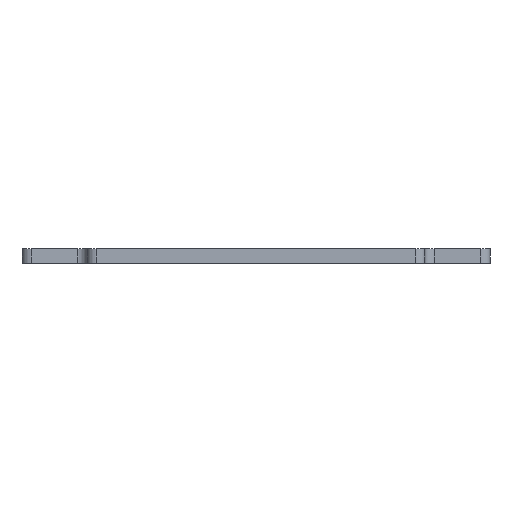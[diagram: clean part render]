
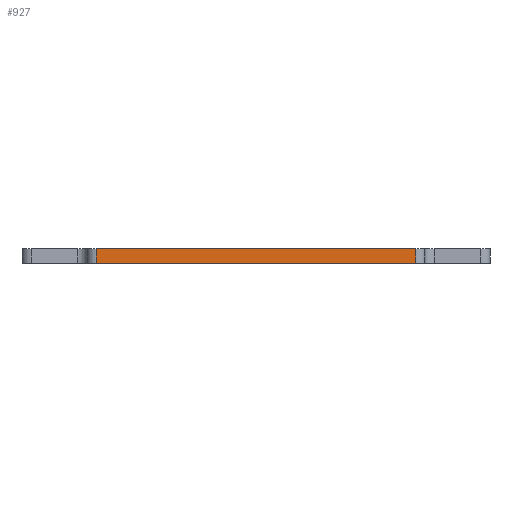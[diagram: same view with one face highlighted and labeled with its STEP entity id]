
A CAD part, left-side view. The second image highlights one B-rep face of the part: STEP entity #927.
In plain terms, the highlighted planar face has unit normal (-1, 0, 0).
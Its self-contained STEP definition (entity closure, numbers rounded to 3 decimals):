
#58=PLANE('',#1035);
#79=FACE_OUTER_BOUND('',#145,.T.);
#145=EDGE_LOOP('',(#701,#702,#703,#704));
#219=LINE('',#1464,#287);
#224=LINE('',#1513,#292);
#225=LINE('',#1516,#293);
#226=LINE('',#1517,#294);
#287=VECTOR('',#1168,10.);
#292=VECTOR('',#1219,10.);
#293=VECTOR('',#1222,10.);
#294=VECTOR('',#1223,10.);
#432=VERTEX_POINT('',#1461);
#433=VERTEX_POINT('',#1463);
#454=VERTEX_POINT('',#1511);
#455=VERTEX_POINT('',#1515);
#526=EDGE_CURVE('',#432,#433,#219,.T.);
#551=EDGE_CURVE('',#433,#454,#224,.T.);
#552=EDGE_CURVE('',#455,#432,#225,.T.);
#553=EDGE_CURVE('',#454,#455,#226,.T.);
#701=ORIENTED_EDGE('',*,*,#551,.F.);
#702=ORIENTED_EDGE('',*,*,#526,.F.);
#703=ORIENTED_EDGE('',*,*,#552,.F.);
#704=ORIENTED_EDGE('',*,*,#553,.F.);
#927=ADVANCED_FACE('',(#79),#58,.T.);
#1035=AXIS2_PLACEMENT_3D('',#1514,#1220,#1221);
#1168=DIRECTION('',(0.,-1.,0.));
#1219=DIRECTION('',(0.,0.,-1.));
#1220=DIRECTION('center_axis',(-1.,0.,0.));
#1221=DIRECTION('ref_axis',(0.,1.,0.));
#1222=DIRECTION('',(0.,0.,1.));
#1223=DIRECTION('',(0.,1.,0.));
#1461=CARTESIAN_POINT('',(-100.,44.05,0.));
#1463=CARTESIAN_POINT('',(-100.,-24.15,0.));
#1464=CARTESIAN_POINT('',(-100.,59.95,0.));
#1511=CARTESIAN_POINT('',(-100.,-24.15,-3.));
#1513=CARTESIAN_POINT('',(-100.,-24.15,0.));
#1514=CARTESIAN_POINT('Origin',(-100.,-26.15,0.));
#1515=CARTESIAN_POINT('',(-100.,44.05,-3.));
#1516=CARTESIAN_POINT('',(-100.,44.05,0.));
#1517=CARTESIAN_POINT('',(-100.,59.95,-3.));
